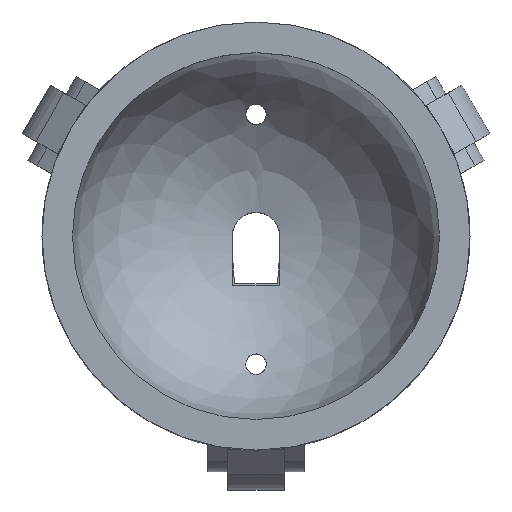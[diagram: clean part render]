
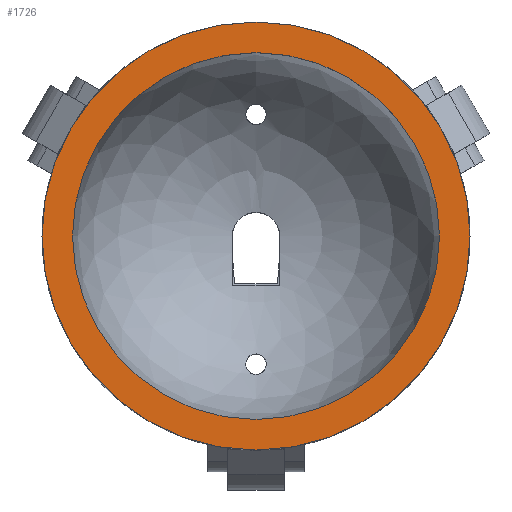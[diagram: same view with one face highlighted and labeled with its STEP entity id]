
A CAD part, top view. The second image highlights one B-rep face of the part: STEP entity #1726.
In plain terms, the highlighted planar face has unit normal (0, 0, 1).
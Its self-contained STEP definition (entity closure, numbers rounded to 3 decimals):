
#22=FACE_BOUND('',#228,.T.);
#136=FACE_OUTER_BOUND('',#227,.T.);
#227=EDGE_LOOP('',(#1342));
#228=EDGE_LOOP('',(#1343));
#567=CIRCLE('',#1866,21.);
#597=CIRCLE('',#1906,18.);
#714=VERTEX_POINT('',#2973);
#750=VERTEX_POINT('',#3124);
#921=EDGE_CURVE('',#714,#714,#567,.T.);
#969=EDGE_CURVE('',#750,#750,#597,.T.);
#1342=ORIENTED_EDGE('',*,*,#921,.F.);
#1343=ORIENTED_EDGE('',*,*,#969,.T.);
#1659=PLANE('',#1905);
#1726=ADVANCED_FACE('',(#136,#22),#1659,.F.);
#1866=AXIS2_PLACEMENT_3D('',#2974,#2185,#2186);
#1905=AXIS2_PLACEMENT_3D('',#3123,#2274,#2275);
#1906=AXIS2_PLACEMENT_3D('',#3125,#2276,#2277);
#2185=DIRECTION('center_axis',(0.,0.,-1.));
#2186=DIRECTION('ref_axis',(0.,-1.,0.));
#2274=DIRECTION('center_axis',(0.,0.,-1.));
#2275=DIRECTION('ref_axis',(0.,-1.,0.));
#2276=DIRECTION('center_axis',(0.,0.,-1.));
#2277=DIRECTION('ref_axis',(0.,-1.,0.));
#2973=CARTESIAN_POINT('',(0.,21.,5.));
#2974=CARTESIAN_POINT('Origin',(0.,0.,5.));
#3123=CARTESIAN_POINT('Origin',(0.,0.,5.));
#3124=CARTESIAN_POINT('',(0.,18.,5.));
#3125=CARTESIAN_POINT('Origin',(0.,0.,5.));
